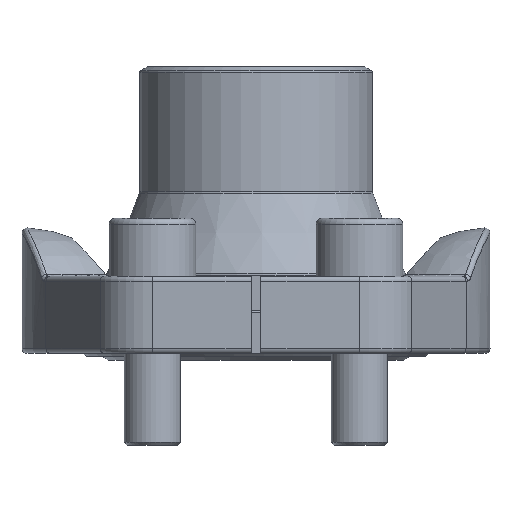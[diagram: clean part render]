
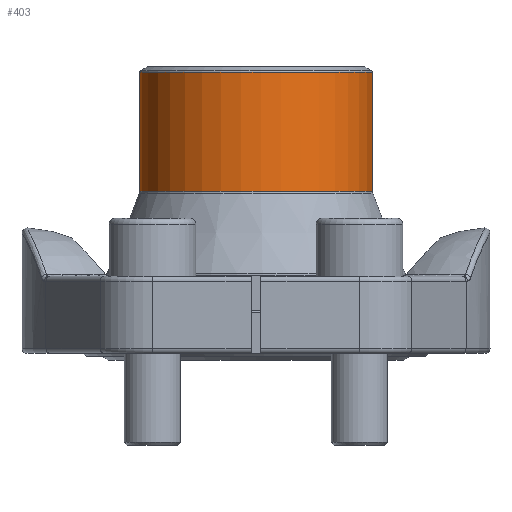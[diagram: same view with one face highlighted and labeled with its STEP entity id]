
A CAD part, left-side view. The second image highlights one B-rep face of the part: STEP entity #403.
In plain terms, the highlighted cylindrical face has radius 24.15 mm (diameter 48.3 mm), a full revolution.
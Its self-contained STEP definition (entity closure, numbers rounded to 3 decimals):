
#266=FACE_BOUND('',#601,.T.);
#267=FACE_BOUND('',#602,.T.);
#403=ADVANCED_FACE('',(#266,#267),#468,.T.);
#468=CYLINDRICAL_SURFACE('',#1643,24.15);
#601=EDGE_LOOP('',(#999));
#602=EDGE_LOOP('',(#1000));
#740=CIRCLE('',#1641,24.15);
#741=CIRCLE('',#1642,24.15);
#999=ORIENTED_EDGE('',*,*,#1362,.T.);
#1000=ORIENTED_EDGE('',*,*,#1363,.T.);
#1203=VERTEX_POINT('',#2620);
#1204=VERTEX_POINT('',#2622);
#1362=EDGE_CURVE('',#1203,#1203,#740,.T.);
#1363=EDGE_CURVE('',#1204,#1204,#741,.T.);
#1641=AXIS2_PLACEMENT_3D('',#2619,#2000,#2001);
#1642=AXIS2_PLACEMENT_3D('',#2621,#2002,#2003);
#1643=AXIS2_PLACEMENT_3D('',#2623,#2004,#2005);
#2000=DIRECTION('',(1.,0.,0.));
#2001=DIRECTION('',(0.,0.,1.));
#2002=DIRECTION('',(-1.,0.,0.));
#2003=DIRECTION('',(0.,0.,-1.));
#2004=DIRECTION('',(-1.,0.,0.));
#2005=DIRECTION('',(0.,0.,1.));
#2619=CARTESIAN_POINT('',(34.194,0.,0.));
#2620=CARTESIAN_POINT('',(34.194,0.,24.15));
#2621=CARTESIAN_POINT('',(58.903,0.,0.));
#2622=CARTESIAN_POINT('',(58.903,0.,-24.15));
#2623=CARTESIAN_POINT('',(0.,0.,0.));
